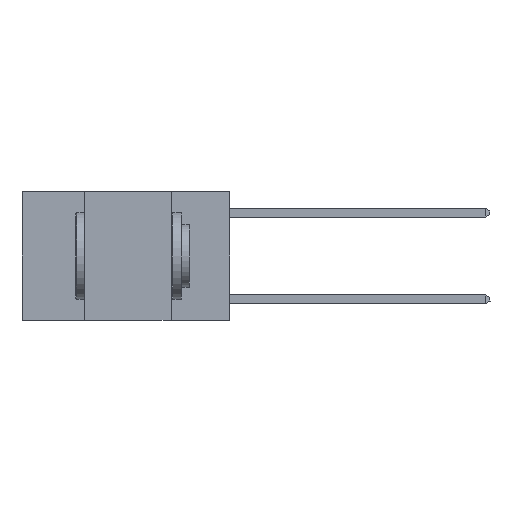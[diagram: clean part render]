
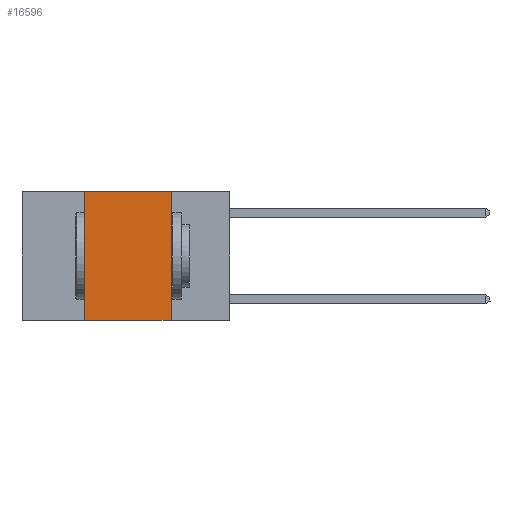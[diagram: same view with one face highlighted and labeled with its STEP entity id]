
A CAD part, left-side view. The second image highlights one B-rep face of the part: STEP entity #16596.
In plain terms, the highlighted planar face has unit normal (-1, 0, 0).
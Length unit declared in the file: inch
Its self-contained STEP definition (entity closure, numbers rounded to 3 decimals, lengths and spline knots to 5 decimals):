
#36 = EDGE_CURVE ( 'NONE', #3593, #16435, #11552, .T. ) ;
#897 = PLANE ( 'NONE',  #4437 ) ;
#965 = DIRECTION ( 'NONE',  ( 0., 0., 1. ) ) ;
#1564 = CARTESIAN_POINT ( 'NONE',  ( 0., 0.42, -0.37 ) ) ;
#2026 = EDGE_CURVE ( 'NONE', #27121, #14630, #9347, .T. ) ;
#2760 = CARTESIAN_POINT ( 'NONE',  ( 0., 0.42, 0. ) ) ;
#2764 = CARTESIAN_POINT ( 'NONE',  ( 0., 0.42, 0. ) ) ;
#2823 = FACE_OUTER_BOUND ( 'NONE', #14835, .T. ) ;
#3108 = DIRECTION ( 'NONE',  ( 1., 0., 0. ) ) ;
#3307 = LINE ( 'NONE', #10177, #5704 ) ;
#3593 = VERTEX_POINT ( 'NONE', #4064 ) ;
#4064 = CARTESIAN_POINT ( 'NONE',  ( 0., 0.17, 0. ) ) ;
#4437 = AXIS2_PLACEMENT_3D ( 'NONE', #24118, #3108, #9259 ) ;
#5704 = VECTOR ( 'NONE', #7652, 39.37008 ) ;
#7496 = EDGE_CURVE ( 'NONE', #14630, #3593, #26526, .T. ) ;
#7652 = DIRECTION ( 'NONE',  ( 0., -1., 0. ) ) ;
#9259 = DIRECTION ( 'NONE',  ( 0., 0., -1. ) ) ;
#9347 = LINE ( 'NONE', #2764, #27577 ) ;
#9567 = CARTESIAN_POINT ( 'NONE',  ( 0., 0.17, 0. ) ) ;
#10157 = EDGE_CURVE ( 'NONE', #27121, #16435, #3307, .T. ) ;
#10177 = CARTESIAN_POINT ( 'NONE',  ( 0., 0.6, -0.37 ) ) ;
#11552 = LINE ( 'NONE', #9567, #24389 ) ;
#12649 = CARTESIAN_POINT ( 'NONE',  ( 0., 0.17, -0.37 ) ) ;
#13176 = VECTOR ( 'NONE', #14058, 39.37008 ) ;
#13350 = ORIENTED_EDGE ( 'NONE', *, *, #10157, .T. ) ;
#13501 = CARTESIAN_POINT ( 'NONE',  ( 0., 0.6, 0. ) ) ;
#14058 = DIRECTION ( 'NONE',  ( 0., -1., 0. ) ) ;
#14630 = VERTEX_POINT ( 'NONE', #2760 ) ;
#14835 = EDGE_LOOP ( 'NONE', ( #21898, #17406, #18078, #13350 ) ) ;
#16435 = VERTEX_POINT ( 'NONE', #12649 ) ;
#16596 = ADVANCED_FACE ( 'NONE', ( #2823 ), #897, .F. ) ;
#17406 = ORIENTED_EDGE ( 'NONE', *, *, #7496, .F. ) ;
#18078 = ORIENTED_EDGE ( 'NONE', *, *, #2026, .F. ) ;
#20087 = DIRECTION ( 'NONE',  ( 0., 0., -1. ) ) ;
#21898 = ORIENTED_EDGE ( 'NONE', *, *, #36, .F. ) ;
#24118 = CARTESIAN_POINT ( 'NONE',  ( 0., 0.6, 0. ) ) ;
#24389 = VECTOR ( 'NONE', #20087, 39.37008 ) ;
#26526 = LINE ( 'NONE', #13501, #13176 ) ;
#27121 = VERTEX_POINT ( 'NONE', #1564 ) ;
#27577 = VECTOR ( 'NONE', #965, 39.37008 ) ;
